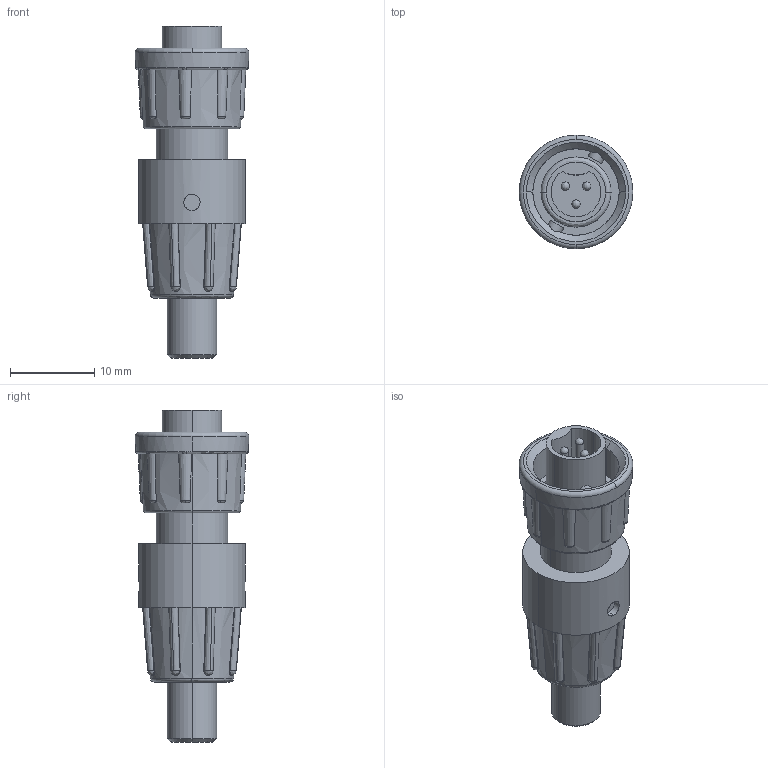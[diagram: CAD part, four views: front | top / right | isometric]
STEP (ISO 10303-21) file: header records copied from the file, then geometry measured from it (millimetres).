
FILE_DESCRIPTION (( 'STEP AP203' ), '1' );
FILE_NAME ('16282-3PG-318.STEP', '2016-05-25T19:15:18', ( '' ), ( '' ), 'SwSTEP 2.0', 'SolidWorks 2014', '' );
FILE_SCHEMA (( 'CONFIG_CONTROL_DESIGN' ));
Length unit declared in the file: inch
Products named in the file (1): 16282-3PG-318
Bounding box: 13.51 x 13.51 x 39.45 mm (x, y, z)
Volume: 2974.4 mm3; surface area: 2187 mm2
Topology: 1 solids, 1 shells, 177 faces, 463 edges, 295 vertices
Faces by surface type: plane 50, bspline 45, cylinder 37, torus 24, cone 21
Entity records: 6669 total; most frequent: CARTESIAN_POINT 2527, ORIENTED_EDGE 914, DIRECTION 799, EDGE_CURVE 457, AXIS2_PLACEMENT_3D 348, VERTEX_POINT 295, CIRCLE 215, EDGE_LOOP 190
